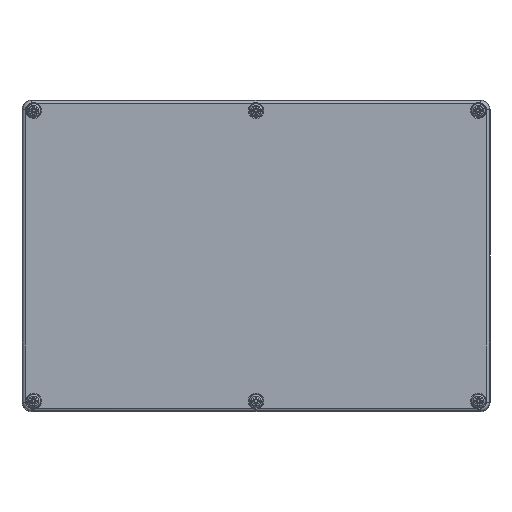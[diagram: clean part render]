
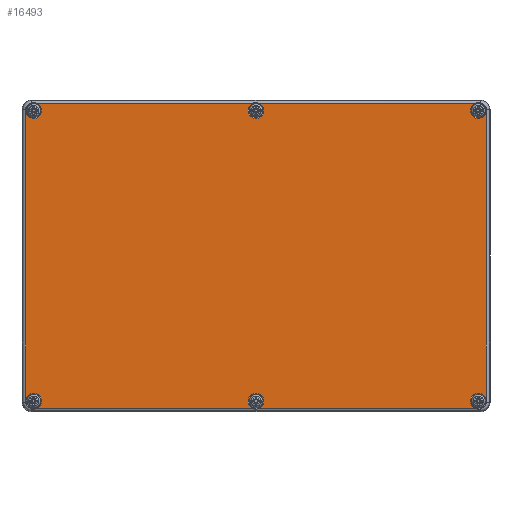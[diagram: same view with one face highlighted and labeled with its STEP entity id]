
A CAD part, top view. The second image highlights one B-rep face of the part: STEP entity #16493.
In plain terms, the highlighted face is planar.
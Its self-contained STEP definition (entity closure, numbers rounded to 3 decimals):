
#16206=CARTESIAN_POINT('',(116.035,-77.944,-45.0));
#16207=VERTEX_POINT('',#16206);
#16216=CARTESIAN_POINT('',(112.299,-78.12,-45.0));
#16217=VERTEX_POINT('',#16216);
#16225=CARTESIAN_POINT('',(114.,-74.5,-45.0));
#16226=DIRECTION('',(0.0,0.0,-1.0));
#16227=DIRECTION('',(0.0,1.0,0.0));
#16228=AXIS2_PLACEMENT_3D('',#16225,#16226,#16227);
#16229=CIRCLE('',#16228,4.);
#16230=EDGE_CURVE('',#16217,#16207,#16229,.T.);
#16329=CARTESIAN_POINT('',(118.12,-75.,-45.0));
#16330=VERTEX_POINT('',#16329);
#16331=CARTESIAN_POINT('',(115.0,-75.,-45.0));
#16332=DIRECTION('',(0.0,0.0,1.0));
#16333=DIRECTION('',(0.707,-0.707,0.0));
#16334=AXIS2_PLACEMENT_3D('',#16331,#16332,#16333);
#16335=CIRCLE('',#16334,3.12);
#16336=EDGE_CURVE('',#16207,#16330,#16335,.T.);
#16366=CARTESIAN_POINT('',(0.,0.0,-45.0));
#16367=DIRECTION('',(0.0,0.0,1.0));
#16368=DIRECTION('',(1.0,0.0,0.0));
#16369=AXIS2_PLACEMENT_3D('',#16366,#16367,#16368);
#16370=PLANE('',#16369);
#16371=ORIENTED_EDGE('',*,*,#16230,.F.);
#16372=CARTESIAN_POINT('',(1.701,-78.12,-45.0));
#16373=VERTEX_POINT('',#16372);
#16374=CARTESIAN_POINT('',(1.701,-78.12,-45.0));
#16375=DIRECTION('',(1.0,0.0,0.0));
#16376=VECTOR('',#16375,110.598);
#16377=LINE('',#16374,#16376);
#16378=EDGE_CURVE('',#16373,#16217,#16377,.T.);
#16379=ORIENTED_EDGE('',*,*,#16378,.F.);
#16380=CARTESIAN_POINT('',(-1.701,-78.12,-45.0));
#16381=VERTEX_POINT('',#16380);
#16382=CARTESIAN_POINT('',(0.,-74.5,-45.0));
#16383=DIRECTION('',(0.0,0.0,-1.0));
#16384=DIRECTION('',(0.0,1.0,0.0));
#16385=AXIS2_PLACEMENT_3D('',#16382,#16383,#16384);
#16386=CIRCLE('',#16385,4.);
#16387=EDGE_CURVE('',#16381,#16373,#16386,.T.);
#16388=ORIENTED_EDGE('',*,*,#16387,.F.);
#16389=CARTESIAN_POINT('',(-112.299,-78.12,-45.0));
#16390=VERTEX_POINT('',#16389);
#16391=CARTESIAN_POINT('',(-112.299,-78.12,-45.0));
#16392=DIRECTION('',(1.0,0.0,0.0));
#16393=VECTOR('',#16392,110.598);
#16394=LINE('',#16391,#16393);
#16395=EDGE_CURVE('',#16390,#16381,#16394,.T.);
#16396=ORIENTED_EDGE('',*,*,#16395,.F.);
#16397=CARTESIAN_POINT('',(-116.035,-77.944,-45.0));
#16398=VERTEX_POINT('',#16397);
#16399=CARTESIAN_POINT('',(-114.,-74.5,-45.0));
#16400=DIRECTION('',(0.0,0.0,-1.0));
#16401=DIRECTION('',(0.0,1.0,0.0));
#16402=AXIS2_PLACEMENT_3D('',#16399,#16400,#16401);
#16403=CIRCLE('',#16402,4.);
#16404=EDGE_CURVE('',#16398,#16390,#16403,.T.);
#16405=ORIENTED_EDGE('',*,*,#16404,.F.);
#16406=CARTESIAN_POINT('',(-118.12,-75.,-45.0));
#16407=VERTEX_POINT('',#16406);
#16408=CARTESIAN_POINT('',(-115.0,-75.,-45.0));
#16409=DIRECTION('',(0.0,0.0,1.0));
#16410=DIRECTION('',(-0.707,-0.707,0.0));
#16411=AXIS2_PLACEMENT_3D('',#16408,#16409,#16410);
#16412=CIRCLE('',#16411,3.12);
#16413=EDGE_CURVE('',#16407,#16398,#16412,.T.);
#16414=ORIENTED_EDGE('',*,*,#16413,.F.);
#16415=CARTESIAN_POINT('',(-118.12,75.,-45.0));
#16416=VERTEX_POINT('',#16415);
#16417=CARTESIAN_POINT('',(-118.12,75.,-45.0));
#16418=DIRECTION('',(0.0,-1.0,0.0));
#16419=VECTOR('',#16418,150.);
#16420=LINE('',#16417,#16419);
#16421=EDGE_CURVE('',#16416,#16407,#16420,.T.);
#16422=ORIENTED_EDGE('',*,*,#16421,.F.);
#16423=CARTESIAN_POINT('',(-116.035,77.944,-45.0));
#16424=VERTEX_POINT('',#16423);
#16425=CARTESIAN_POINT('',(-115.0,75.,-45.0));
#16426=DIRECTION('',(0.0,0.0,1.0));
#16427=DIRECTION('',(-0.707,0.707,0.0));
#16428=AXIS2_PLACEMENT_3D('',#16425,#16426,#16427);
#16429=CIRCLE('',#16428,3.12);
#16430=EDGE_CURVE('',#16424,#16416,#16429,.T.);
#16431=ORIENTED_EDGE('',*,*,#16430,.F.);
#16432=CARTESIAN_POINT('',(-112.299,78.12,-45.0));
#16433=VERTEX_POINT('',#16432);
#16434=CARTESIAN_POINT('',(-114.,74.5,-45.0));
#16435=DIRECTION('',(0.0,0.0,-1.0));
#16436=DIRECTION('',(0.0,-1.0,0.0));
#16437=AXIS2_PLACEMENT_3D('',#16434,#16435,#16436);
#16438=CIRCLE('',#16437,4.);
#16439=EDGE_CURVE('',#16433,#16424,#16438,.T.);
#16440=ORIENTED_EDGE('',*,*,#16439,.F.);
#16441=CARTESIAN_POINT('',(-1.701,78.12,-45.0));
#16442=VERTEX_POINT('',#16441);
#16443=CARTESIAN_POINT('',(-1.701,78.12,-45.0));
#16444=DIRECTION('',(-1.0,0.0,0.0));
#16445=VECTOR('',#16444,110.598);
#16446=LINE('',#16443,#16445);
#16447=EDGE_CURVE('',#16442,#16433,#16446,.T.);
#16448=ORIENTED_EDGE('',*,*,#16447,.F.);
#16449=CARTESIAN_POINT('',(1.701,78.12,-45.0));
#16450=VERTEX_POINT('',#16449);
#16451=CARTESIAN_POINT('',(0.,74.5,-45.0));
#16452=DIRECTION('',(0.0,0.0,-1.0));
#16453=DIRECTION('',(0.0,-1.0,0.0));
#16454=AXIS2_PLACEMENT_3D('',#16451,#16452,#16453);
#16455=CIRCLE('',#16454,4.);
#16456=EDGE_CURVE('',#16450,#16442,#16455,.T.);
#16457=ORIENTED_EDGE('',*,*,#16456,.F.);
#16458=CARTESIAN_POINT('',(112.299,78.12,-45.0));
#16459=VERTEX_POINT('',#16458);
#16460=CARTESIAN_POINT('',(112.299,78.12,-45.0));
#16461=DIRECTION('',(-1.0,0.0,0.0));
#16462=VECTOR('',#16461,110.598);
#16463=LINE('',#16460,#16462);
#16464=EDGE_CURVE('',#16459,#16450,#16463,.T.);
#16465=ORIENTED_EDGE('',*,*,#16464,.F.);
#16466=CARTESIAN_POINT('',(116.035,77.944,-45.0));
#16467=VERTEX_POINT('',#16466);
#16468=CARTESIAN_POINT('',(114.,74.5,-45.0));
#16469=DIRECTION('',(0.0,0.0,-1.0));
#16470=DIRECTION('',(0.0,-1.0,0.0));
#16471=AXIS2_PLACEMENT_3D('',#16468,#16469,#16470);
#16472=CIRCLE('',#16471,4.);
#16473=EDGE_CURVE('',#16467,#16459,#16472,.T.);
#16474=ORIENTED_EDGE('',*,*,#16473,.F.);
#16475=CARTESIAN_POINT('',(118.12,75.,-45.0));
#16476=VERTEX_POINT('',#16475);
#16477=CARTESIAN_POINT('',(115.0,75.,-45.0));
#16478=DIRECTION('',(0.0,0.0,1.0));
#16479=DIRECTION('',(0.707,0.707,0.0));
#16480=AXIS2_PLACEMENT_3D('',#16477,#16478,#16479);
#16481=CIRCLE('',#16480,3.12);
#16482=EDGE_CURVE('',#16476,#16467,#16481,.T.);
#16483=ORIENTED_EDGE('',*,*,#16482,.F.);
#16484=CARTESIAN_POINT('',(118.12,-75.,-45.0));
#16485=DIRECTION('',(0.0,1.0,0.0));
#16486=VECTOR('',#16485,150.);
#16487=LINE('',#16484,#16486);
#16488=EDGE_CURVE('',#16330,#16476,#16487,.T.);
#16489=ORIENTED_EDGE('',*,*,#16488,.F.);
#16490=ORIENTED_EDGE('',*,*,#16336,.F.);
#16491=EDGE_LOOP('',(#16371,#16379,#16388,#16396,#16405,#16414,#16422,#16431,#16440,#16448,#16457,#16465,#16474,#16483,#16489,#16490));
#16492=FACE_OUTER_BOUND('',#16491,.T.);
#16493=ADVANCED_FACE('',(#16492),#16370,.F.);
